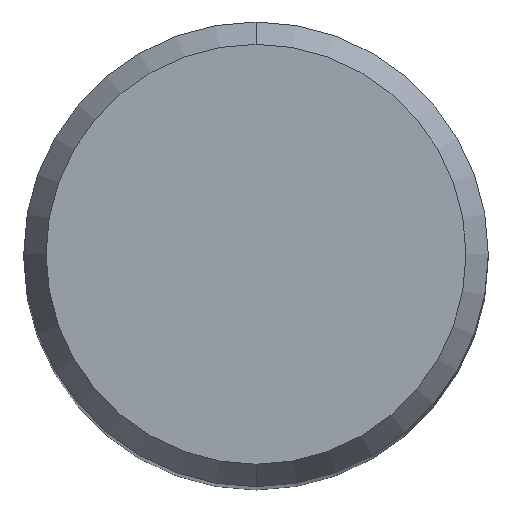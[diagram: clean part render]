
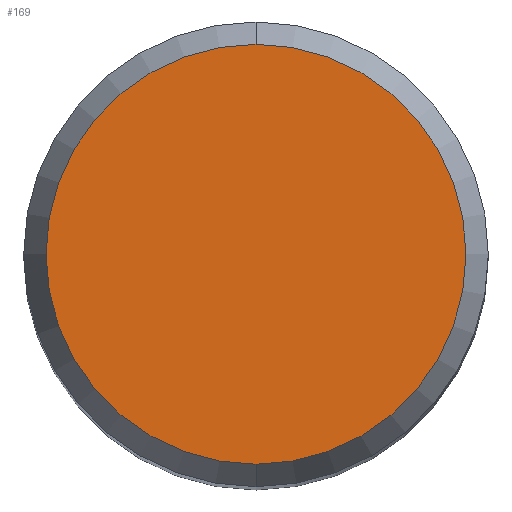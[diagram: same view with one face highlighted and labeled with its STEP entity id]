
A CAD part, top view. The second image highlights one B-rep face of the part: STEP entity #169.
In plain terms, the highlighted planar face has unit normal (0, 0, 1).
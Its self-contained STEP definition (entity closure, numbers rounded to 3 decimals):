
#153=EDGE_CURVE('',#207,#189,#311,.T.);
#169=ADVANCED_FACE('',(#329),#330,.T.);
#185=EDGE_CURVE('',#189,#207,#348,.T.);
#189=VERTEX_POINT('',#352);
#207=VERTEX_POINT('',#372);
#311=CIRCLE('',#492,4.304);
#329=FACE_OUTER_BOUND('',#517,.T.);
#330=PLANE('',#518);
#348=CIRCLE('',#541,4.304);
#352=CARTESIAN_POINT('',(0.,-4.304,0.0));
#372=CARTESIAN_POINT('',(0.0,4.304,0.0));
#492=AXIS2_PLACEMENT_3D('',#690,#691,#692);
#517=EDGE_LOOP('',(#716,#717));
#518=AXIS2_PLACEMENT_3D('',#718,#719,#720);
#541=AXIS2_PLACEMENT_3D('',#743,#744,#745);
#690=CARTESIAN_POINT('',(0.0,0.0,0.0));
#691=DIRECTION('',(0.0,0.0,-1.0));
#692=DIRECTION('',(0.0,1.0,0.0));
#716=ORIENTED_EDGE('',*,*,#153,.F.);
#717=ORIENTED_EDGE('',*,*,#185,.F.);
#718=CARTESIAN_POINT('',(0.0,2.152,0.0));
#719=DIRECTION('',(-0.0,0.0,1.0));
#720=DIRECTION('',(0.0,-1.0,0.0));
#743=CARTESIAN_POINT('',(0.0,0.0,0.0));
#744=DIRECTION('',(0.0,0.0,-1.0));
#745=DIRECTION('',(0.0,1.0,0.0));
